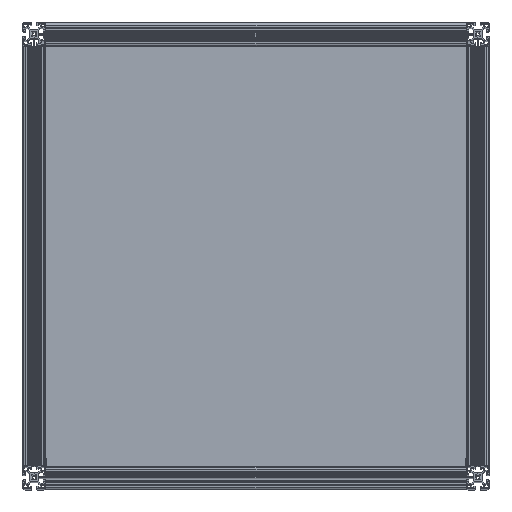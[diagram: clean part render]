
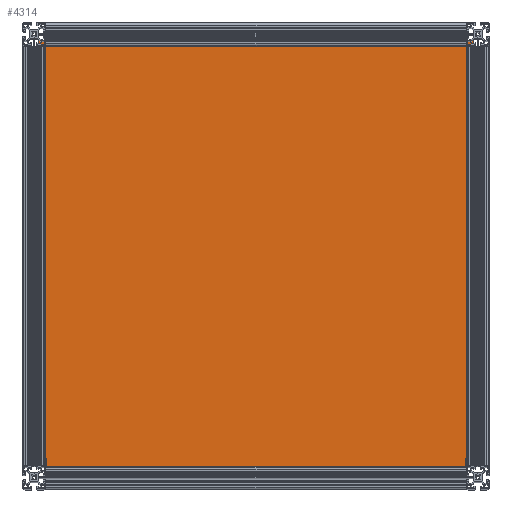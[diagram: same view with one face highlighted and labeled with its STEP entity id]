
A CAD part, top view. The second image highlights one B-rep face of the part: STEP entity #4314.
In plain terms, the highlighted face is planar.
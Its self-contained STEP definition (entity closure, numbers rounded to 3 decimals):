
#78 = CARTESIAN_POINT ( 'NONE',  ( 130.073, -472.927, -2. ) ) ;
#250 = VERTEX_POINT ( 'NONE', #78 ) ;
#620 = LINE ( 'NONE', #7816, #8417 ) ;
#685 = DIRECTION ( 'NONE',  ( -1., 0., 0. ) ) ;
#791 = ORIENTED_EDGE ( 'NONE', *, *, #3544, .T. ) ;
#832 = VERTEX_POINT ( 'NONE', #6303 ) ;
#859 = DIRECTION ( 'NONE',  ( 0., -1., 0. ) ) ;
#1087 = CARTESIAN_POINT ( 'NONE',  ( 130.073, 257.873, -2. ) ) ;
#1301 = EDGE_CURVE ( 'NONE', #11440, #11009, #7970, .T. ) ;
#1308 = ORIENTED_EDGE ( 'NONE', *, *, #4703, .T. ) ;
#1392 = ORIENTED_EDGE ( 'NONE', *, *, #1301, .F. ) ;
#1548 = VERTEX_POINT ( 'NONE', #7427 ) ;
#1760 = CARTESIAN_POINT ( 'NONE',  ( -600.727, 257.873, -2. ) ) ;
#1795 = ORIENTED_EDGE ( 'NONE', *, *, #7901, .T. ) ;
#1857 = EDGE_CURVE ( 'NONE', #8603, #10859, #4997, .T. ) ;
#2023 = CARTESIAN_POINT ( 'NONE',  ( -586.727, 0., -2. ) ) ;
#2326 = LINE ( 'NONE', #10114, #6183 ) ;
#2596 = VECTOR ( 'NONE', #8229, 1000. ) ;
#2740 = LINE ( 'NONE', #5651, #2778 ) ;
#2778 = VECTOR ( 'NONE', #7672, 1000. ) ;
#2933 = DIRECTION ( 'NONE',  ( 0., 1., 0. ) ) ;
#3036 = LINE ( 'NONE', #2023, #11080 ) ;
#3111 = VECTOR ( 'NONE', #685, 1000. ) ;
#3283 = CARTESIAN_POINT ( 'NONE',  ( -600.727, 257.873, -2. ) ) ;
#3289 = EDGE_CURVE ( 'NONE', #11440, #7420, #10494, .T. ) ;
#3544 = EDGE_CURVE ( 'NONE', #7420, #7386, #3036, .T. ) ;
#3671 = EDGE_CURVE ( 'NONE', #5926, #7386, #6763, .T. ) ;
#3778 = CARTESIAN_POINT ( 'NONE',  ( -600.727, 243.873, -2. ) ) ;
#3901 = VERTEX_POINT ( 'NONE', #8697 ) ;
#3967 = VERTEX_POINT ( 'NONE', #4944 ) ;
#4065 = DIRECTION ( 'NONE',  ( 1., 0., 0. ) ) ;
#4314 = ADVANCED_FACE ( 'NONE', ( #7705 ), #9476, .F. ) ;
#4324 = CARTESIAN_POINT ( 'NONE',  ( 144.073, 243.873, -2. ) ) ;
#4327 = VECTOR ( 'NONE', #7211, 1000. ) ;
#4434 = CARTESIAN_POINT ( 'NONE',  ( 0., -472.927, -2. ) ) ;
#4509 = CARTESIAN_POINT ( 'NONE',  ( -600.727, -472.927, -2. ) ) ;
#4556 = CARTESIAN_POINT ( 'NONE',  ( -586.727, 0., -2. ) ) ;
#4591 = DIRECTION ( 'NONE',  ( 1., 0., 0. ) ) ;
#4675 = ORIENTED_EDGE ( 'NONE', *, *, #9685, .T. ) ;
#4703 = EDGE_CURVE ( 'NONE', #250, #832, #2326, .T. ) ;
#4876 = VECTOR ( 'NONE', #10044, 1000. ) ;
#4944 = CARTESIAN_POINT ( 'NONE',  ( -586.727, -486.927, -2. ) ) ;
#4997 = LINE ( 'NONE', #9139, #4876 ) ;
#5072 = ORIENTED_EDGE ( 'NONE', *, *, #3671, .F. ) ;
#5260 = LINE ( 'NONE', #10300, #9362 ) ;
#5301 = EDGE_CURVE ( 'NONE', #3901, #11009, #2740, .T. ) ;
#5344 = ORIENTED_EDGE ( 'NONE', *, *, #6175, .F. ) ;
#5651 = CARTESIAN_POINT ( 'NONE',  ( 0., -472.927, -2. ) ) ;
#5926 = VERTEX_POINT ( 'NONE', #1087 ) ;
#6175 = EDGE_CURVE ( 'NONE', #3967, #832, #620, .T. ) ;
#6183 = VECTOR ( 'NONE', #9051, 1000. ) ;
#6303 = CARTESIAN_POINT ( 'NONE',  ( 130.073, -486.927, -2. ) ) ;
#6348 = DIRECTION ( 'NONE',  ( 1., 0., 0. ) ) ;
#6448 = CARTESIAN_POINT ( 'NONE',  ( 130.073, 0., -2. ) ) ;
#6620 = LINE ( 'NONE', #6448, #2596 ) ;
#6763 = LINE ( 'NONE', #3283, #3111 ) ;
#6808 = VECTOR ( 'NONE', #10398, 1000. ) ;
#6860 = EDGE_LOOP ( 'NONE', ( #5072, #8525, #4675, #8675, #9065, #1308, #5344, #1795, #8450, #1392, #8323, #791 ) ) ;
#7211 = DIRECTION ( 'NONE',  ( -1., 0., 0. ) ) ;
#7386 = VERTEX_POINT ( 'NONE', #11475 ) ;
#7420 = VERTEX_POINT ( 'NONE', #9421 ) ;
#7427 = CARTESIAN_POINT ( 'NONE',  ( 130.073, 243.873, -2. ) ) ;
#7608 = CARTESIAN_POINT ( 'NONE',  ( 0., 0., -2. ) ) ;
#7672 = DIRECTION ( 'NONE',  ( -1., 0., 0. ) ) ;
#7705 = FACE_OUTER_BOUND ( 'NONE', #6860, .T. ) ;
#7816 = CARTESIAN_POINT ( 'NONE',  ( -600.727, -486.927, -2. ) ) ;
#7879 = CARTESIAN_POINT ( 'NONE',  ( 0., 243.873, -2. ) ) ;
#7901 = EDGE_CURVE ( 'NONE', #3967, #3901, #10780, .T. ) ;
#7970 = LINE ( 'NONE', #1760, #11539 ) ;
#8074 = AXIS2_PLACEMENT_3D ( 'NONE', #7608, #8521, #4065 ) ;
#8156 = LINE ( 'NONE', #4434, #4327 ) ;
#8229 = DIRECTION ( 'NONE',  ( 0., -1., 0. ) ) ;
#8323 = ORIENTED_EDGE ( 'NONE', *, *, #3289, .T. ) ;
#8417 = VECTOR ( 'NONE', #11317, 1000. ) ;
#8450 = ORIENTED_EDGE ( 'NONE', *, *, #5301, .T. ) ;
#8521 = DIRECTION ( 'NONE',  ( 0., 0., 1. ) ) ;
#8525 = ORIENTED_EDGE ( 'NONE', *, *, #10621, .T. ) ;
#8603 = VERTEX_POINT ( 'NONE', #4324 ) ;
#8675 = ORIENTED_EDGE ( 'NONE', *, *, #1857, .T. ) ;
#8697 = CARTESIAN_POINT ( 'NONE',  ( -586.727, -472.927, -2. ) ) ;
#8938 = EDGE_CURVE ( 'NONE', #10859, #250, #8156, .T. ) ;
#9051 = DIRECTION ( 'NONE',  ( 0., -1., 0. ) ) ;
#9065 = ORIENTED_EDGE ( 'NONE', *, *, #8938, .T. ) ;
#9139 = CARTESIAN_POINT ( 'NONE',  ( 144.073, 257.873, -2. ) ) ;
#9362 = VECTOR ( 'NONE', #4591, 1000. ) ;
#9421 = CARTESIAN_POINT ( 'NONE',  ( -586.727, 243.873, -2. ) ) ;
#9476 = PLANE ( 'NONE',  #8074 ) ;
#9664 = CARTESIAN_POINT ( 'NONE',  ( 144.073, -472.927, -2. ) ) ;
#9685 = EDGE_CURVE ( 'NONE', #1548, #8603, #5260, .T. ) ;
#10044 = DIRECTION ( 'NONE',  ( 0., -1., 0. ) ) ;
#10114 = CARTESIAN_POINT ( 'NONE',  ( 130.073, 0., -2. ) ) ;
#10300 = CARTESIAN_POINT ( 'NONE',  ( 0., 243.873, -2. ) ) ;
#10350 = VECTOR ( 'NONE', #6348, 1000. ) ;
#10398 = DIRECTION ( 'NONE',  ( 0., 1., 0. ) ) ;
#10494 = LINE ( 'NONE', #7879, #10350 ) ;
#10621 = EDGE_CURVE ( 'NONE', #5926, #1548, #6620, .T. ) ;
#10780 = LINE ( 'NONE', #4556, #6808 ) ;
#10859 = VERTEX_POINT ( 'NONE', #9664 ) ;
#11009 = VERTEX_POINT ( 'NONE', #4509 ) ;
#11080 = VECTOR ( 'NONE', #2933, 1000. ) ;
#11317 = DIRECTION ( 'NONE',  ( 1., 0., 0. ) ) ;
#11440 = VERTEX_POINT ( 'NONE', #3778 ) ;
#11475 = CARTESIAN_POINT ( 'NONE',  ( -586.727, 257.873, -2. ) ) ;
#11539 = VECTOR ( 'NONE', #859, 1000. ) ;
